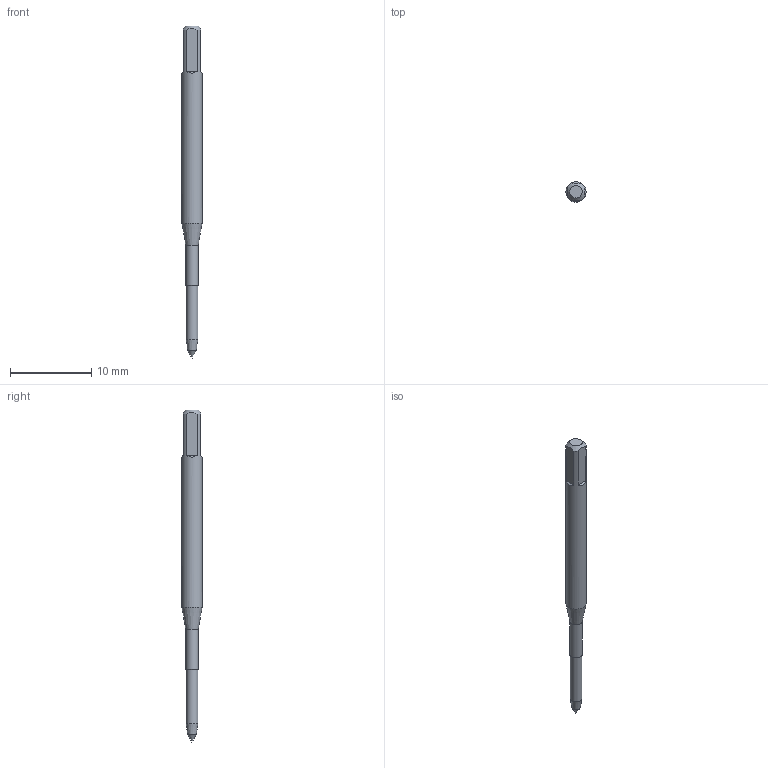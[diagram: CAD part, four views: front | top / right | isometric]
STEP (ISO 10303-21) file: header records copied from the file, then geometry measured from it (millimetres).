
FILE_DESCRIPTION(/* description */ (''),/* implementation_level */ '2;1');
FILE_NAME(/* name */ 'T34-PH01B03-1.4X0.3-41R.stp',/* time_stamp */ '2022-03-25T13:43:50+01:00',/* author */ (''),/* organization */ (''),/* preprocessor_version */ 'ST-DEVELOPER v18.1',/* originating_system */ 'SIEMENS PLM Software NX 2000',/* authorisation */ '');
FILE_SCHEMA (('AUTOMOTIVE_DESIGN { 1 0 10303 214 3 1 1 1 }'));
Length unit declared in the file: millimetre
Products named in the file (1): AGU06183378ah1u
Bounding box: 2.5 x 2.5 x 40.91 mm (x, y, z)
Volume: 145.6 mm3; surface area: 273.9 mm2
Topology: 2 solids, 2 shells, 19 faces, 45 edges, 33 vertices
Faces by surface type: plane 11, cone 5, cylinder 3
Full cylindrical faces by diameter (mm): 1.444 x1, 1.544 x1, 2.5 x1
Entity records: 611 total; most frequent: CARTESIAN_POINT 138, DIRECTION 90, ORIENTED_EDGE 64, AXIS2_PLACEMENT_3D 39, EDGE_CURVE 32, EDGE_LOOP 26, VERTEX_POINT 25, ADVANCED_FACE 19
